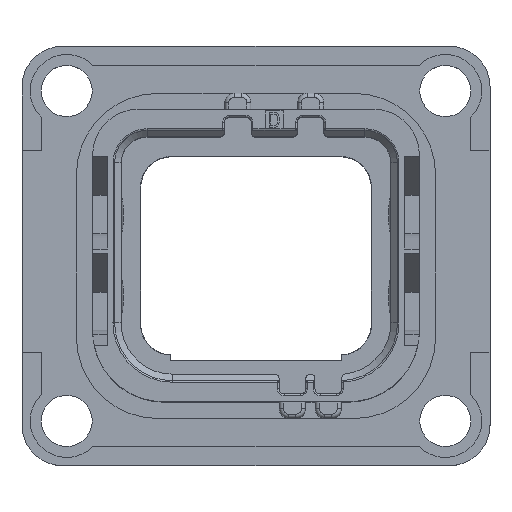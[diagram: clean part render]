
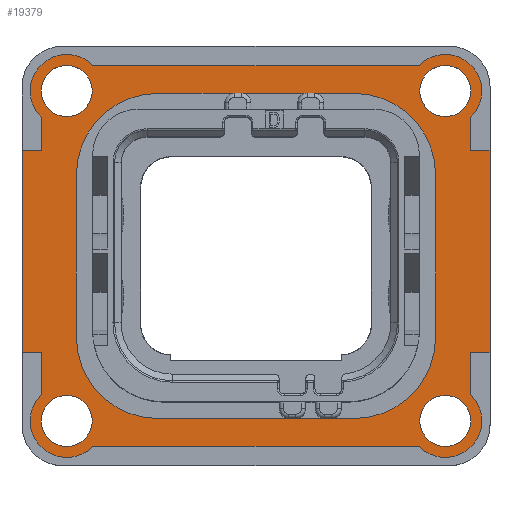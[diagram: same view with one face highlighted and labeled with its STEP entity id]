
A CAD part, top view. The second image highlights one B-rep face of the part: STEP entity #19379.
In plain terms, the highlighted planar face has unit normal (0, 0, 1).
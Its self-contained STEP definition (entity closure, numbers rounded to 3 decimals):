
#259=DIRECTION('',(0.,-1.,0.));
#260=VECTOR('',#259,12.45);
#261=CARTESIAN_POINT('',(-14.4,6.5,1.5));
#262=LINE('',#261,#260);
#317=CARTESIAN_POINT('',(-11.65,10.15,1.5));
#318=DIRECTION('',(0.,0.,1.));
#319=DIRECTION('',(0.716,0.698,0.));
#320=AXIS2_PLACEMENT_3D('',#317,#318,#319);
#327=DIRECTION('',(0.,1.,0.));
#328=VECTOR('',#327,2.588);
#329=CARTESIAN_POINT('',(13.22,-8.538,1.5));
#330=LINE('',#329,#328);
#331=DIRECTION('',(1.,0.,0.));
#332=VECTOR('',#331,20.077);
#333=CARTESIAN_POINT('',(-10.038,-11.72,1.5));
#334=LINE('',#333,#332);
#335=DIRECTION('',(0.,-1.,0.));
#336=VECTOR('',#335,2.588);
#337=CARTESIAN_POINT('',(-13.22,-5.95,1.5));
#338=LINE('',#337,#336);
#339=DIRECTION('',(1.,0.,0.));
#340=VECTOR('',#339,1.18);
#341=CARTESIAN_POINT('',(-14.4,-5.95,1.5));
#342=LINE('',#341,#340);
#343=DIRECTION('',(-1.,0.,0.));
#344=VECTOR('',#343,1.18);
#345=CARTESIAN_POINT('',(-13.22,6.5,1.5));
#346=LINE('',#345,#344);
#347=DIRECTION('',(0.,-1.,0.));
#348=VECTOR('',#347,2.038);
#349=CARTESIAN_POINT('',(-13.22,8.538,1.5));
#350=LINE('',#349,#348);
#351=DIRECTION('',(-1.,0.,0.));
#352=VECTOR('',#351,20.077);
#353=CARTESIAN_POINT('',(10.038,11.72,1.5));
#354=LINE('',#353,#352);
#355=DIRECTION('',(0.,1.,0.));
#356=VECTOR('',#355,2.038);
#357=CARTESIAN_POINT('',(13.22,6.5,1.5));
#358=LINE('',#357,#356);
#359=DIRECTION('',(-1.,0.,0.));
#360=VECTOR('',#359,1.18);
#361=CARTESIAN_POINT('',(14.4,6.5,1.5));
#362=LINE('',#361,#360);
#363=DIRECTION('',(1.,0.,0.));
#364=VECTOR('',#363,1.18);
#365=CARTESIAN_POINT('',(13.22,-5.95,1.5));
#366=LINE('',#365,#364);
#367=CARTESIAN_POINT('',(11.65,-10.15,1.5));
#368=DIRECTION('',(0.,0.,1.));
#369=DIRECTION('',(-1.,0.,0.));
#370=AXIS2_PLACEMENT_3D('',#367,#368,#369);
#372=CARTESIAN_POINT('',(-11.65,-10.15,1.5));
#373=DIRECTION('',(0.,0.,1.));
#374=DIRECTION('',(-1.,0.,0.));
#375=AXIS2_PLACEMENT_3D('',#372,#373,#374);
#377=CARTESIAN_POINT('',(-11.65,10.15,1.5));
#378=DIRECTION('',(0.,0.,1.));
#379=DIRECTION('',(1.,0.,0.));
#380=AXIS2_PLACEMENT_3D('',#377,#378,#379);
#382=CARTESIAN_POINT('',(11.65,10.15,1.5));
#383=DIRECTION('',(0.,0.,1.));
#384=DIRECTION('',(1.,0.,0.));
#385=AXIS2_PLACEMENT_3D('',#382,#383,#384);
#387=CARTESIAN_POINT('',(6.05,5.,1.5));
#388=DIRECTION('',(0.,0.,-1.));
#389=DIRECTION('',(0.,1.,0.));
#390=AXIS2_PLACEMENT_3D('',#387,#388,#389);
#392=DIRECTION('',(1.,0.,0.));
#393=VECTOR('',#392,12.1);
#394=CARTESIAN_POINT('',(-6.05,10.,1.5));
#395=LINE('',#394,#393);
#396=CARTESIAN_POINT('',(-6.05,5.,1.5));
#397=DIRECTION('',(0.,0.,-1.));
#398=DIRECTION('',(-1.,0.,0.));
#399=AXIS2_PLACEMENT_3D('',#396,#397,#398);
#401=DIRECTION('',(0.,1.,0.));
#402=VECTOR('',#401,10.);
#403=CARTESIAN_POINT('',(-11.05,-5.,1.5));
#404=LINE('',#403,#402);
#405=CARTESIAN_POINT('',(-6.05,-5.,1.5));
#406=DIRECTION('',(0.,0.,-1.));
#407=DIRECTION('',(0.,-1.,0.));
#408=AXIS2_PLACEMENT_3D('',#405,#406,#407);
#410=DIRECTION('',(-1.,0.,0.));
#411=VECTOR('',#410,12.1);
#412=CARTESIAN_POINT('',(6.05,-10.,1.5));
#413=LINE('',#412,#411);
#414=CARTESIAN_POINT('',(6.05,-5.,1.5));
#415=DIRECTION('',(0.,0.,-1.));
#416=DIRECTION('',(1.,0.,0.));
#417=AXIS2_PLACEMENT_3D('',#414,#415,#416);
#419=DIRECTION('',(0.,-1.,0.));
#420=VECTOR('',#419,10.);
#421=CARTESIAN_POINT('',(11.05,5.,1.5));
#422=LINE('',#421,#420);
#432=CARTESIAN_POINT('',(11.65,-10.15,1.5));
#433=DIRECTION('',(0.,0.,1.));
#434=DIRECTION('',(-0.716,-0.698,0.));
#435=AXIS2_PLACEMENT_3D('',#432,#433,#434);
#487=DIRECTION('',(0.,1.,0.));
#488=VECTOR('',#487,12.45);
#489=CARTESIAN_POINT('',(14.4,-5.95,1.5));
#490=LINE('',#489,#488);
#516=CARTESIAN_POINT('',(11.65,10.15,1.5));
#517=DIRECTION('',(0.,0.,1.));
#518=DIRECTION('',(0.698,-0.716,0.));
#519=AXIS2_PLACEMENT_3D('',#516,#517,#518);
#545=CARTESIAN_POINT('',(-11.65,-10.15,1.5));
#546=DIRECTION('',(0.,0.,1.));
#547=DIRECTION('',(-0.698,0.716,0.));
#548=AXIS2_PLACEMENT_3D('',#545,#546,#547);
#579=CARTESIAN_POINT('',(11.65,-10.15,1.5));
#580=DIRECTION('',(0.,0.,1.));
#581=DIRECTION('',(1.,0.,0.));
#582=AXIS2_PLACEMENT_3D('',#579,#580,#581);
#584=CARTESIAN_POINT('',(-11.65,-10.15,1.5));
#585=DIRECTION('',(0.,0.,1.));
#586=DIRECTION('',(1.,0.,0.));
#587=AXIS2_PLACEMENT_3D('',#584,#585,#586);
#605=CARTESIAN_POINT('',(-11.65,10.15,1.5));
#606=DIRECTION('',(0.,0.,1.));
#607=DIRECTION('',(-1.,0.,0.));
#608=AXIS2_PLACEMENT_3D('',#605,#606,#607);
#610=CARTESIAN_POINT('',(11.65,10.15,1.5));
#611=DIRECTION('',(0.,0.,1.));
#612=DIRECTION('',(-1.,0.,0.));
#613=AXIS2_PLACEMENT_3D('',#610,#611,#612);
#16828=CARTESIAN_POINT('',(-6.05,10.,1.5));
#16829=CARTESIAN_POINT('',(6.05,10.,1.5));
#16830=VERTEX_POINT('',#16828);
#16831=VERTEX_POINT('',#16829);
#16832=CARTESIAN_POINT('',(11.05,-5.,1.5));
#16833=CARTESIAN_POINT('',(6.05,-10.,1.5));
#16834=VERTEX_POINT('',#16832);
#16835=VERTEX_POINT('',#16833);
#16836=CARTESIAN_POINT('',(11.05,5.,1.5));
#16837=VERTEX_POINT('',#16836);
#16838=CARTESIAN_POINT('',(-11.05,5.,1.5));
#16839=VERTEX_POINT('',#16838);
#16840=CARTESIAN_POINT('',(-11.05,-5.,1.5));
#16841=VERTEX_POINT('',#16840);
#16842=CARTESIAN_POINT('',(-6.05,-10.,1.5));
#16843=VERTEX_POINT('',#16842);
#16872=CARTESIAN_POINT('',(14.4,-5.95,1.5));
#16873=CARTESIAN_POINT('',(14.4,6.5,1.5));
#16874=VERTEX_POINT('',#16872);
#16875=VERTEX_POINT('',#16873);
#16876=CARTESIAN_POINT('',(-14.4,6.5,1.5));
#16877=CARTESIAN_POINT('',(-14.4,-5.95,1.5));
#16878=VERTEX_POINT('',#16876);
#16879=VERTEX_POINT('',#16877);
#16882=CARTESIAN_POINT('',(10.08,10.15,1.5));
#16883=VERTEX_POINT('',#16882);
#16884=CARTESIAN_POINT('',(-10.08,10.15,1.5));
#16885=VERTEX_POINT('',#16884);
#16886=CARTESIAN_POINT('',(-10.08,-10.15,1.5));
#16887=VERTEX_POINT('',#16886);
#16888=CARTESIAN_POINT('',(10.08,-10.15,1.5));
#16889=VERTEX_POINT('',#16888);
#16890=CARTESIAN_POINT('',(-13.22,6.5,1.5));
#16891=VERTEX_POINT('',#16890);
#16892=CARTESIAN_POINT('',(13.22,6.5,1.5));
#16893=VERTEX_POINT('',#16892);
#16894=CARTESIAN_POINT('',(13.22,-5.95,1.5));
#16895=VERTEX_POINT('',#16894);
#18458=CARTESIAN_POINT('',(-13.22,-5.95,1.5));
#18459=VERTEX_POINT('',#18458);
#18556=CARTESIAN_POINT('',(13.22,8.538,1.5));
#18558=VERTEX_POINT('',#18556);
#18560=CARTESIAN_POINT('',(10.038,-11.72,1.5));
#18562=VERTEX_POINT('',#18560);
#18564=CARTESIAN_POINT('',(-10.038,-11.72,1.5));
#18566=VERTEX_POINT('',#18564);
#18568=CARTESIAN_POINT('',(-13.22,-8.538,1.5));
#18570=VERTEX_POINT('',#18568);
#18572=CARTESIAN_POINT('',(-10.038,11.72,1.5));
#18574=VERTEX_POINT('',#18572);
#18576=CARTESIAN_POINT('',(10.038,11.72,1.5));
#18578=VERTEX_POINT('',#18576);
#18580=CARTESIAN_POINT('',(-13.22,8.538,1.5));
#18582=VERTEX_POINT('',#18580);
#18584=CARTESIAN_POINT('',(13.22,-8.538,1.5));
#18586=VERTEX_POINT('',#18584);
#18588=CARTESIAN_POINT('',(13.22,10.15,1.5));
#18589=VERTEX_POINT('',#18588);
#18590=CARTESIAN_POINT('',(-13.22,10.15,1.5));
#18591=VERTEX_POINT('',#18590);
#18592=CARTESIAN_POINT('',(-13.22,-10.15,1.5));
#18593=VERTEX_POINT('',#18592);
#18594=CARTESIAN_POINT('',(13.22,-10.15,1.5));
#18595=VERTEX_POINT('',#18594);
#19300=CARTESIAN_POINT('',(0.,0.,1.5));
#19301=DIRECTION('',(0.,0.,1.));
#19302=DIRECTION('',(1.,0.,0.));
#19303=AXIS2_PLACEMENT_3D('',#19300,#19301,#19302);
#19304=PLANE('',#19303);
#19306=ORIENTED_EDGE('',*,*,#19305,.F.);
#19308=ORIENTED_EDGE('',*,*,#19307,.F.);
#19310=ORIENTED_EDGE('',*,*,#19309,.F.);
#19312=ORIENTED_EDGE('',*,*,#19311,.F.);
#19314=ORIENTED_EDGE('',*,*,#19313,.F.);
#19316=ORIENTED_EDGE('',*,*,#19315,.F.);
#19317=ORIENTED_EDGE('',*,*,#19241,.F.);
#19319=ORIENTED_EDGE('',*,*,#19318,.F.);
#19321=ORIENTED_EDGE('',*,*,#19320,.F.);
#19322=ORIENTED_EDGE('',*,*,#19290,.F.);
#19324=ORIENTED_EDGE('',*,*,#19323,.F.);
#19326=ORIENTED_EDGE('',*,*,#19325,.F.);
#19328=ORIENTED_EDGE('',*,*,#19327,.F.);
#19330=ORIENTED_EDGE('',*,*,#19329,.F.);
#19332=ORIENTED_EDGE('',*,*,#19331,.F.);
#19334=ORIENTED_EDGE('',*,*,#19333,.F.);
#19335=EDGE_LOOP('',(#19306,#19308,#19310,#19312,#19314,#19316,#19317,#19319,
#19321,#19322,#19324,#19326,#19328,#19330,#19332,#19334));
#19336=FACE_OUTER_BOUND('',#19335,.F.);
#19338=ORIENTED_EDGE('',*,*,#19337,.T.);
#19340=ORIENTED_EDGE('',*,*,#19339,.T.);
#19341=EDGE_LOOP('',(#19338,#19340));
#19342=FACE_BOUND('',#19341,.F.);
#19344=ORIENTED_EDGE('',*,*,#19343,.T.);
#19346=ORIENTED_EDGE('',*,*,#19345,.T.);
#19347=EDGE_LOOP('',(#19344,#19346));
#19348=FACE_BOUND('',#19347,.F.);
#19350=ORIENTED_EDGE('',*,*,#19349,.T.);
#19352=ORIENTED_EDGE('',*,*,#19351,.T.);
#19353=EDGE_LOOP('',(#19350,#19352));
#19354=FACE_BOUND('',#19353,.F.);
#19356=ORIENTED_EDGE('',*,*,#19355,.T.);
#19358=ORIENTED_EDGE('',*,*,#19357,.T.);
#19359=EDGE_LOOP('',(#19356,#19358));
#19360=FACE_BOUND('',#19359,.F.);
#19362=ORIENTED_EDGE('',*,*,#19361,.F.);
#19364=ORIENTED_EDGE('',*,*,#19363,.F.);
#19366=ORIENTED_EDGE('',*,*,#19365,.F.);
#19368=ORIENTED_EDGE('',*,*,#19367,.F.);
#19370=ORIENTED_EDGE('',*,*,#19369,.F.);
#19372=ORIENTED_EDGE('',*,*,#19371,.F.);
#19374=ORIENTED_EDGE('',*,*,#19373,.F.);
#19376=ORIENTED_EDGE('',*,*,#19375,.F.);
#19377=EDGE_LOOP('',(#19362,#19364,#19366,#19368,#19370,#19372,#19374,#19376));
#19378=FACE_BOUND('',#19377,.F.);
#19379=ADVANCED_FACE('',(#19336,#19342,#19348,#19354,#19360,#19378),#19304,.T.);
#321=CIRCLE('',#320,2.25);
#371=CIRCLE('',#370,1.57);
#376=CIRCLE('',#375,1.57);
#381=CIRCLE('',#380,1.57);
#386=CIRCLE('',#385,1.57);
#391=CIRCLE('',#390,5.);
#400=CIRCLE('',#399,5.);
#409=CIRCLE('',#408,5.);
#418=CIRCLE('',#417,5.);
#436=CIRCLE('',#435,2.25);
#520=CIRCLE('',#519,2.25);
#549=CIRCLE('',#548,2.25);
#583=CIRCLE('',#582,1.57);
#588=CIRCLE('',#587,1.57);
#609=CIRCLE('',#608,1.57);
#614=CIRCLE('',#613,1.57);
#19241=EDGE_CURVE('',#16878,#16879,#262,.T.);
#19290=EDGE_CURVE('',#18574,#18582,#321,.T.);
#19305=EDGE_CURVE('',#18586,#16895,#330,.T.);
#19307=EDGE_CURVE('',#18562,#18586,#436,.T.);
#19309=EDGE_CURVE('',#18566,#18562,#334,.T.);
#19311=EDGE_CURVE('',#18570,#18566,#549,.T.);
#19313=EDGE_CURVE('',#18459,#18570,#338,.T.);
#19315=EDGE_CURVE('',#16879,#18459,#342,.T.);
#19318=EDGE_CURVE('',#16891,#16878,#346,.T.);
#19320=EDGE_CURVE('',#18582,#16891,#350,.T.);
#19323=EDGE_CURVE('',#18578,#18574,#354,.T.);
#19325=EDGE_CURVE('',#18558,#18578,#520,.T.);
#19327=EDGE_CURVE('',#16893,#18558,#358,.T.);
#19329=EDGE_CURVE('',#16875,#16893,#362,.T.);
#19331=EDGE_CURVE('',#16874,#16875,#490,.T.);
#19333=EDGE_CURVE('',#16895,#16874,#366,.T.);
#19337=EDGE_CURVE('',#16889,#18595,#371,.T.);
#19339=EDGE_CURVE('',#18595,#16889,#583,.T.);
#19343=EDGE_CURVE('',#16887,#18593,#588,.T.);
#19345=EDGE_CURVE('',#18593,#16887,#376,.T.);
#19349=EDGE_CURVE('',#16885,#18591,#381,.T.);
#19351=EDGE_CURVE('',#18591,#16885,#609,.T.);
#19355=EDGE_CURVE('',#16883,#18589,#614,.T.);
#19357=EDGE_CURVE('',#18589,#16883,#386,.T.);
#19361=EDGE_CURVE('',#16831,#16837,#391,.T.);
#19363=EDGE_CURVE('',#16830,#16831,#395,.T.);
#19365=EDGE_CURVE('',#16839,#16830,#400,.T.);
#19367=EDGE_CURVE('',#16841,#16839,#404,.T.);
#19369=EDGE_CURVE('',#16843,#16841,#409,.T.);
#19371=EDGE_CURVE('',#16835,#16843,#413,.T.);
#19373=EDGE_CURVE('',#16834,#16835,#418,.T.);
#19375=EDGE_CURVE('',#16837,#16834,#422,.T.);
